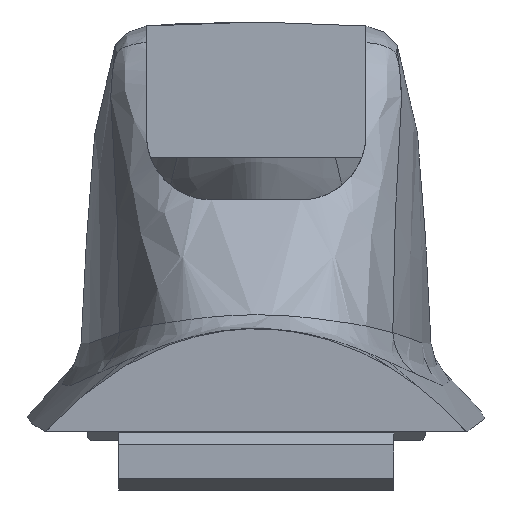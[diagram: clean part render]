
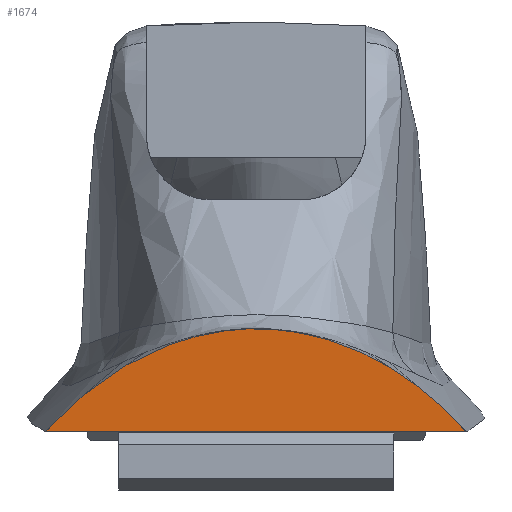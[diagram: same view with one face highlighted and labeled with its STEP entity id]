
A CAD part, front view. The second image highlights one B-rep face of the part: STEP entity #1674.
In plain terms, the highlighted planar face has unit normal (0, -0.999, -0.044).
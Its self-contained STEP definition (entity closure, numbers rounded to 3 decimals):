
#73=PLANE('',#1773);
#108=LINE('',#3062,#225);
#196=LINE('',#5320,#313);
#197=LINE('',#5350,#314);
#225=VECTOR('',#1843,10.);
#313=VECTOR('',#2045,10.);
#314=VECTOR('',#2046,10.);
#405=FACE_OUTER_BOUND('',#505,.T.);
#505=EDGE_LOOP('',(#1508,#1509,#1510,#1511));
#633=B_SPLINE_CURVE_WITH_KNOTS('',3,(#5352,#5353,#5354,#5355,#5356,#5357,
#5358,#5359,#5360,#5361,#5362,#5363),.UNSPECIFIED.,.F.,.F.,(4,2,2,2,2,4),
(-2.633,-2.351,-2.049,-1.623,
-0.893,-0.066),.UNSPECIFIED.);
#684=VERTEX_POINT('',#3030);
#693=VERTEX_POINT('',#3052);
#802=VERTEX_POINT('',#5319);
#803=VERTEX_POINT('',#5343);
#875=EDGE_CURVE('',#684,#693,#108,.T.);
#1041=EDGE_CURVE('',#802,#684,#196,.T.);
#1044=EDGE_CURVE('',#693,#803,#197,.T.);
#1045=EDGE_CURVE('',#802,#803,#633,.T.);
#1508=ORIENTED_EDGE('',*,*,#1045,.F.);
#1509=ORIENTED_EDGE('',*,*,#1041,.T.);
#1510=ORIENTED_EDGE('',*,*,#875,.T.);
#1511=ORIENTED_EDGE('',*,*,#1044,.T.);
#1674=ADVANCED_FACE('',(#405),#73,.F.);
#1773=AXIS2_PLACEMENT_3D('',#5351,#2047,#2048);
#1843=DIRECTION('',(1.,0.,0.));
#2045=DIRECTION('',(1.,0.,0.));
#2046=DIRECTION('',(1.,0.,0.));
#2047=DIRECTION('center_axis',(0.,0.999,0.044));
#2048=DIRECTION('ref_axis',(0.,-0.044,0.999));
#3030=CARTESIAN_POINT('',(-9.65,-56.,-11.));
#3052=CARTESIAN_POINT('',(9.65,-56.,-11.));
#3062=CARTESIAN_POINT('',(0.,-56.,-11.));
#5319=CARTESIAN_POINT('',(-14.771,-56.,-11.));
#5320=CARTESIAN_POINT('',(0.,-56.,-11.));
#5343=CARTESIAN_POINT('',(14.771,-56.,-11.));
#5350=CARTESIAN_POINT('',(0.,-56.,-11.));
#5351=CARTESIAN_POINT('Origin',(0.,-56.,-11.));
#5352=CARTESIAN_POINT('Ctrl Pts',(-14.771,-56.,-11.));
#5353=CARTESIAN_POINT('Ctrl Pts',(-13.51,-56.064,-9.561));
#5354=CARTESIAN_POINT('Ctrl Pts',(-12.073,-56.12,-8.276));
#5355=CARTESIAN_POINT('Ctrl Pts',(-8.804,-56.219,-6.044));
#5356=CARTESIAN_POINT('Ctrl Pts',(-6.949,-56.259,-5.127));
#5357=CARTESIAN_POINT('Ctrl Pts',(-2.234,-56.322,-3.695));
#5358=CARTESIAN_POINT('Ctrl Pts',(0.018,-56.322,-3.712));
#5359=CARTESIAN_POINT('Ctrl Pts',(3.839,-56.307,-4.047));
#5360=CARTESIAN_POINT('Ctrl Pts',(6.183,-56.274,-4.783));
#5361=CARTESIAN_POINT('Ctrl Pts',(10.772,-56.169,-7.173));
#5362=CARTESIAN_POINT('Ctrl Pts',(12.955,-56.091,-8.927));
#5363=CARTESIAN_POINT('Ctrl Pts',(14.771,-56.,-11.));
